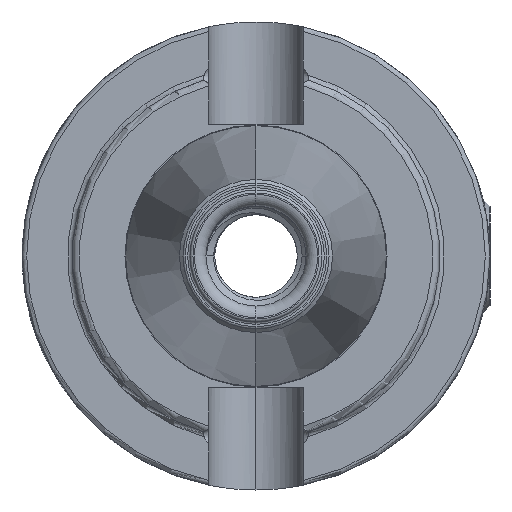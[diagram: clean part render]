
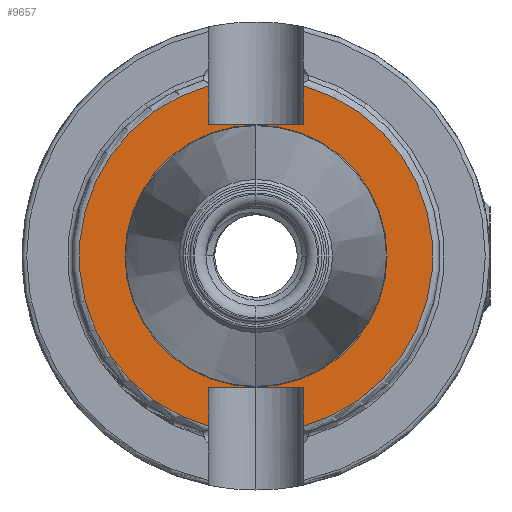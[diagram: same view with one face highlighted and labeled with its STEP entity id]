
A CAD part, left-side view. The second image highlights one B-rep face of the part: STEP entity #9657.
In plain terms, the highlighted planar face has unit normal (-1, 0, 0).
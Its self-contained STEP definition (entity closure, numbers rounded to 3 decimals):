
#6 = VERTEX_POINT ( 'NONE', #7201 ) ;
#7 = VERTEX_POINT ( 'NONE', #7228 ) ;
#9 = VERTEX_POINT ( 'NONE', #7233 ) ;
#17 = VERTEX_POINT ( 'NONE', #7234 ) ;
#19 = VERTEX_POINT ( 'NONE', #7222 ) ;
#29 = VERTEX_POINT ( 'NONE', #7203 ) ;
#33 = VERTEX_POINT ( 'NONE', #7246 ) ;
#204 = VERTEX_POINT ( 'NONE', #7249 ) ;
#243 = VERTEX_POINT ( 'NONE', #7374 ) ;
#468 = VERTEX_POINT ( 'NONE', #7560 ) ;
#665 = DIRECTION ( 'NONE',  ( 0., 0., 1. ) ) ;
#668 = CARTESIAN_POINT ( 'NONE',  ( -5., -8.075, -40. ) ) ;
#670 = CARTESIAN_POINT ( 'NONE',  ( -5., 0., 0. ) ) ;
#674 = DIRECTION ( 'NONE',  ( 0., 0., 1. ) ) ;
#680 = DIRECTION ( 'NONE',  ( -1., 0., 0. ) ) ;
#1284 = CARTESIAN_POINT ( 'NONE',  ( -5., -8.075, 22.5 ) ) ;
#1323 = DIRECTION ( 'NONE',  ( 0., -1., 0. ) ) ;
#2679 = EDGE_CURVE ( 'NONE', #243, #204, #8492, .T. ) ;
#3245 = EDGE_CURVE ( 'NONE', #17, #19, #8720, .T. ) ;
#3921 = CIRCLE ( 'NONE', #16383, 22.398 ) ;
#3929 = CIRCLE ( 'NONE', #16382, 30.2 ) ;
#3941 = VECTOR ( 'NONE', #665, 1000. ) ;
#3942 = LINE ( 'NONE', #668, #3941 ) ;
#3943 = LINE ( 'NONE', #16648, #3952 ) ;
#3950 = LINE ( 'NONE', #1284, #3965 ) ;
#3952 = VECTOR ( 'NONE', #16649, 1000. ) ;
#3965 = VECTOR ( 'NONE', #1323, 1000. ) ;
#3981 = VECTOR ( 'NONE', #16691, 1000. ) ;
#3982 = LINE ( 'NONE', #4502, #4020 ) ;
#3983 = LINE ( 'NONE', #16713, #3981 ) ;
#3998 = LINE ( 'NONE', #16720, #4022 ) ;
#4020 = VECTOR ( 'NONE', #4499, 1000. ) ;
#4022 = VECTOR ( 'NONE', #16704, 1000. ) ;
#4223 = FACE_OUTER_BOUND ( 'NONE', #17571, .T. ) ;
#4229 = FACE_BOUND ( 'NONE', #17603, .T. ) ;
#4499 = DIRECTION ( 'NONE',  ( 0., 0., -1. ) ) ;
#4502 = CARTESIAN_POINT ( 'NONE',  ( -5., -8.075, 40. ) ) ;
#6977 = DIRECTION ( 'NONE',  ( 0., 0., 1. ) ) ;
#7041 = CARTESIAN_POINT ( 'NONE',  ( -5., 0., 0. ) ) ;
#7047 = DIRECTION ( 'NONE',  ( -1., 0., 0. ) ) ;
#7201 = CARTESIAN_POINT ( 'NONE',  ( -5., 8.075, -29.1 ) ) ;
#7203 = CARTESIAN_POINT ( 'NONE',  ( -5., 8.075, -22.5 ) ) ;
#7222 = CARTESIAN_POINT ( 'NONE',  ( -5., -8.075, 29.1 ) ) ;
#7228 = CARTESIAN_POINT ( 'NONE',  ( -5., -8.075, 22.5 ) ) ;
#7233 = CARTESIAN_POINT ( 'NONE',  ( -5., 8.075, 22.5 ) ) ;
#7234 = CARTESIAN_POINT ( 'NONE',  ( -5., -8.075, -29.1 ) ) ;
#7246 = CARTESIAN_POINT ( 'NONE',  ( -5., -8.075, -22.5 ) ) ;
#7249 = CARTESIAN_POINT ( 'NONE',  ( -5., 0., 22.398 ) ) ;
#7374 = CARTESIAN_POINT ( 'NONE',  ( -5., 0., -22.398 ) ) ;
#7560 = CARTESIAN_POINT ( 'NONE',  ( -5., 8.075, 29.1 ) ) ;
#8492 = CIRCLE ( 'NONE', #17331, 22.398 ) ;
#8720 = CIRCLE ( 'NONE', #17381, 30.2 ) ;
#9657 = ADVANCED_FACE ( 'NONE', ( #4223, #4229 ), #18342, .F. ) ;
#15716 = CARTESIAN_POINT ( 'NONE',  ( -5., 0., 0. ) ) ;
#15726 = DIRECTION ( 'NONE',  ( 0., 0., 1. ) ) ;
#15728 = DIRECTION ( 'NONE',  ( -1., 0., 0. ) ) ;
#16382 = AXIS2_PLACEMENT_3D ( 'NONE', #670, #680, #674 ) ;
#16383 = AXIS2_PLACEMENT_3D ( 'NONE', #16634, #16636, #16638 ) ;
#16634 = CARTESIAN_POINT ( 'NONE',  ( -5., 0., 0. ) ) ;
#16636 = DIRECTION ( 'NONE',  ( -1., 0., 0. ) ) ;
#16638 = DIRECTION ( 'NONE',  ( 0., 0., 1. ) ) ;
#16648 = CARTESIAN_POINT ( 'NONE',  ( -5., 8.075, 40. ) ) ;
#16649 = DIRECTION ( 'NONE',  ( 0., 0., -1. ) ) ;
#16691 = DIRECTION ( 'NONE',  ( 0., 0., 1. ) ) ;
#16704 = DIRECTION ( 'NONE',  ( 0., -1., 0. ) ) ;
#16713 = CARTESIAN_POINT ( 'NONE',  ( -5., 8.075, -40. ) ) ;
#16720 = CARTESIAN_POINT ( 'NONE',  ( -5., -8.075, -22.5 ) ) ;
#17243 = AXIS2_PLACEMENT_3D ( 'NONE', #18345, #18354, #18357 ) ;
#17331 = AXIS2_PLACEMENT_3D ( 'NONE', #15716, #15728, #15726 ) ;
#17381 = AXIS2_PLACEMENT_3D ( 'NONE', #7041, #7047, #6977 ) ;
#17415 = EDGE_CURVE ( 'NONE', #9, #7, #3950, .T. ) ;
#17443 = EDGE_CURVE ( 'NONE', #468, #6, #3929, .T. ) ;
#17448 = EDGE_CURVE ( 'NONE', #17, #33, #3942, .T. ) ;
#17468 = EDGE_CURVE ( 'NONE', #204, #243, #3921, .T. ) ;
#17475 = EDGE_CURVE ( 'NONE', #468, #9, #3943, .T. ) ;
#17488 = EDGE_CURVE ( 'NONE', #29, #33, #3998, .T. ) ;
#17493 = EDGE_CURVE ( 'NONE', #6, #29, #3983, .T. ) ;
#17510 = EDGE_CURVE ( 'NONE', #19, #7, #3982, .T. ) ;
#17571 = EDGE_LOOP ( 'NONE', ( #21722, #21748, #21731, #21770, #21750, #21764, #21746, #21721 ) ) ;
#17603 = EDGE_LOOP ( 'NONE', ( #21753, #21725 ) ) ;
#18342 = PLANE ( 'NONE',  #17243 ) ;
#18345 = CARTESIAN_POINT ( 'NONE',  ( -5., 22.398, 0. ) ) ;
#18354 = DIRECTION ( 'NONE',  ( 1., 0., 0. ) ) ;
#18357 = DIRECTION ( 'NONE',  ( 0., 0., -1. ) ) ;
#21721 = ORIENTED_EDGE ( 'NONE', *, *, #17475, .F. ) ;
#21722 = ORIENTED_EDGE ( 'NONE', *, *, #17443, .T. ) ;
#21725 = ORIENTED_EDGE ( 'NONE', *, *, #2679, .F. ) ;
#21731 = ORIENTED_EDGE ( 'NONE', *, *, #17488, .T. ) ;
#21746 = ORIENTED_EDGE ( 'NONE', *, *, #17415, .F. ) ;
#21748 = ORIENTED_EDGE ( 'NONE', *, *, #17493, .T. ) ;
#21750 = ORIENTED_EDGE ( 'NONE', *, *, #3245, .T. ) ;
#21753 = ORIENTED_EDGE ( 'NONE', *, *, #17468, .F. ) ;
#21764 = ORIENTED_EDGE ( 'NONE', *, *, #17510, .T. ) ;
#21770 = ORIENTED_EDGE ( 'NONE', *, *, #17448, .F. ) ;
